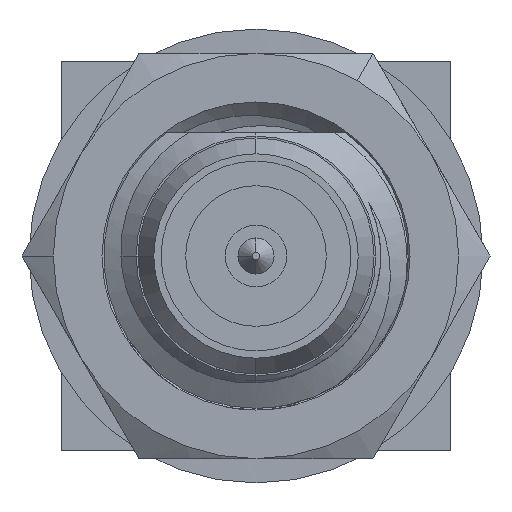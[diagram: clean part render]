
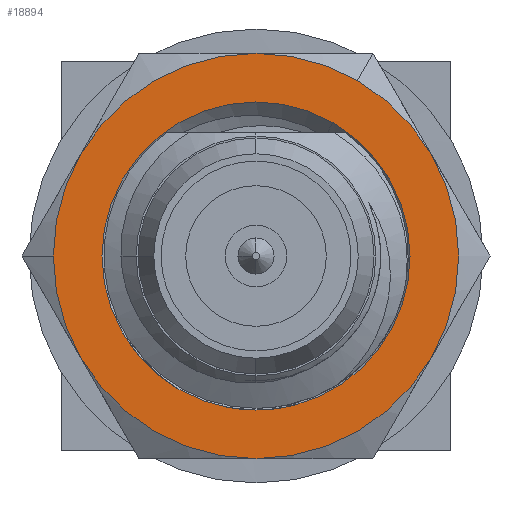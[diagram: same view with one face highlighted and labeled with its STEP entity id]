
A CAD part, left-side view. The second image highlights one B-rep face of the part: STEP entity #18894.
In plain terms, the highlighted planar face has unit normal (-1, 0, 0).
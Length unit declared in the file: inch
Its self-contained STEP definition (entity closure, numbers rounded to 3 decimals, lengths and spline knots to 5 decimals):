
#383 = VERTEX_POINT ( 'NONE', #2421 ) ;
#548 = DIRECTION ( 'NONE',  ( 1., 0., 0. ) ) ;
#610 = DIRECTION ( 'NONE',  ( 1., 0., 0. ) ) ;
#741 = CARTESIAN_POINT ( 'NONE',  ( 0.285, 0., 0. ) ) ;
#799 = VERTEX_POINT ( 'NONE', #17097 ) ;
#883 = DIRECTION ( 'NONE',  ( 0., 1., 0. ) ) ;
#1110 = CARTESIAN_POINT ( 'NONE',  ( 0.285, -0.07217, -0.125 ) ) ;
#1224 = ORIENTED_EDGE ( 'NONE', *, *, #13350, .T. ) ;
#1422 = ORIENTED_EDGE ( 'NONE', *, *, #16435, .F. ) ;
#1627 = EDGE_CURVE ( 'NONE', #383, #799, #8807, .T. ) ;
#1933 = DIRECTION ( 'NONE',  ( -1., 0., 0. ) ) ;
#1975 = ORIENTED_EDGE ( 'NONE', *, *, #5243, .F. ) ;
#2052 = VERTEX_POINT ( 'NONE', #13081 ) ;
#2072 = DIRECTION ( 'NONE',  ( 0., -1., 0. ) ) ;
#2115 = CARTESIAN_POINT ( 'NONE',  ( 0.285, 0., 0. ) ) ;
#2381 = CARTESIAN_POINT ( 'NONE',  ( 0.285, 0., 0. ) ) ;
#2421 = CARTESIAN_POINT ( 'NONE',  ( 0.285, -0.02459, -0.09176 ) ) ;
#2445 = VERTEX_POINT ( 'NONE', #17129 ) ;
#2530 = DIRECTION ( 'NONE',  ( 0., 1., 0. ) ) ;
#2610 = CIRCLE ( 'NONE', #6928, 0.125 ) ;
#2792 = DIRECTION ( 'NONE',  ( -1., 0., 0. ) ) ;
#2913 = CIRCLE ( 'NONE', #4256, 0.095 ) ;
#3541 = AXIS2_PLACEMENT_3D ( 'NONE', #11506, #1933, #6714 ) ;
#3906 = DIRECTION ( 'NONE',  ( 1., 0., 0. ) ) ;
#4151 = DIRECTION ( 'NONE',  ( 1., 0., 0. ) ) ;
#4256 = AXIS2_PLACEMENT_3D ( 'NONE', #741, #19282, #17716 ) ;
#4323 = ORIENTED_EDGE ( 'NONE', *, *, #15913, .T. ) ;
#5052 = VERTEX_POINT ( 'NONE', #15234 ) ;
#5152 = CARTESIAN_POINT ( 'NONE',  ( 0.285, 0., 0. ) ) ;
#5243 = EDGE_CURVE ( 'NONE', #2445, #15063, #13496, .T. ) ;
#5663 = EDGE_CURVE ( 'NONE', #18172, #17137, #6245, .T. ) ;
#5682 = EDGE_CURVE ( 'NONE', #2445, #5052, #8874, .T. ) ;
#5986 = DIRECTION ( 'NONE',  ( -1., 0., 0. ) ) ;
#6099 = PLANE ( 'NONE',  #8265 ) ;
#6245 = CIRCLE ( 'NONE', #3541, 0.125 ) ;
#6494 = AXIS2_PLACEMENT_3D ( 'NONE', #6558, #10944, #11139 ) ;
#6552 = AXIS2_PLACEMENT_3D ( 'NONE', #16796, #13563, #2530 ) ;
#6558 = CARTESIAN_POINT ( 'NONE',  ( 0.285, 0., 0. ) ) ;
#6714 = DIRECTION ( 'NONE',  ( 0., 1., 0. ) ) ;
#6804 = CARTESIAN_POINT ( 'NONE',  ( 0.285, 0., -0.125 ) ) ;
#6874 = EDGE_LOOP ( 'NONE', ( #15144, #14037, #1422, #1975, #11562, #19711, #16735, #13728 ) ) ;
#6928 = AXIS2_PLACEMENT_3D ( 'NONE', #8592, #16709, #13580 ) ;
#6965 = DIRECTION ( 'NONE',  ( 0., 1., 0. ) ) ;
#6966 = DIRECTION ( 'NONE',  ( 1., 0., 0. ) ) ;
#7220 = AXIS2_PLACEMENT_3D ( 'NONE', #18217, #2792, #15395 ) ;
#7456 = ORIENTED_EDGE ( 'NONE', *, *, #1627, .T. ) ;
#7892 = EDGE_CURVE ( 'NONE', #10054, #13816, #11184, .T. ) ;
#7895 = CIRCLE ( 'NONE', #12548, 0.125 ) ;
#8151 = CARTESIAN_POINT ( 'NONE',  ( 0.285, -0.0625, 0.10825 ) ) ;
#8265 = AXIS2_PLACEMENT_3D ( 'NONE', #1110, #10788, #13910 ) ;
#8527 = CARTESIAN_POINT ( 'NONE',  ( 0.285, 0., 0. ) ) ;
#8591 = CARTESIAN_POINT ( 'NONE',  ( 0.285, -0.10825, -0.0625 ) ) ;
#8592 = CARTESIAN_POINT ( 'NONE',  ( 0.285, 0., 0. ) ) ;
#8695 = CARTESIAN_POINT ( 'NONE',  ( 0.285, 0., 0. ) ) ;
#8807 = CIRCLE ( 'NONE', #9476, 0.095 ) ;
#8874 = CIRCLE ( 'NONE', #15847, 0.125 ) ;
#9227 = AXIS2_PLACEMENT_3D ( 'NONE', #2115, #548, #16482 ) ;
#9476 = AXIS2_PLACEMENT_3D ( 'NONE', #18416, #4151, #11208 ) ;
#10054 = VERTEX_POINT ( 'NONE', #14209 ) ;
#10256 = DIRECTION ( 'NONE',  ( 0., -1., 0. ) ) ;
#10405 = VERTEX_POINT ( 'NONE', #8591 ) ;
#10788 = DIRECTION ( 'NONE',  ( -1., 0., 0. ) ) ;
#10936 = VERTEX_POINT ( 'NONE', #16139 ) ;
#10944 = DIRECTION ( 'NONE',  ( 1., 0., 0. ) ) ;
#11139 = DIRECTION ( 'NONE',  ( 0., 1., 0. ) ) ;
#11184 = CIRCLE ( 'NONE', #14513, 0.095 ) ;
#11208 = DIRECTION ( 'NONE',  ( 0., 0., -1. ) ) ;
#11506 = CARTESIAN_POINT ( 'NONE',  ( 0.285, 0., 0. ) ) ;
#11562 = ORIENTED_EDGE ( 'NONE', *, *, #5682, .T. ) ;
#12548 = AXIS2_PLACEMENT_3D ( 'NONE', #15462, #5986, #883 ) ;
#12869 = AXIS2_PLACEMENT_3D ( 'NONE', #8527, #6966, #2072 ) ;
#13017 = ORIENTED_EDGE ( 'NONE', *, *, #15266, .T. ) ;
#13069 = DIRECTION ( 'NONE',  ( -1., 0., 0. ) ) ;
#13081 = CARTESIAN_POINT ( 'NONE',  ( 0.285, 0.0475, -0.08227 ) ) ;
#13116 = CIRCLE ( 'NONE', #20399, 0.125 ) ;
#13350 = EDGE_CURVE ( 'NONE', #13816, #383, #13534, .T. ) ;
#13492 = EDGE_CURVE ( 'NONE', #10405, #10936, #19194, .T. ) ;
#13496 = CIRCLE ( 'NONE', #6494, 0.125 ) ;
#13534 = CIRCLE ( 'NONE', #12869, 0.095 ) ;
#13563 = DIRECTION ( 'NONE',  ( -1., 0., 0. ) ) ;
#13567 = CARTESIAN_POINT ( 'NONE',  ( 0.285, 0.10825, -0.0625 ) ) ;
#13580 = DIRECTION ( 'NONE',  ( 0., 1., 0. ) ) ;
#13728 = ORIENTED_EDGE ( 'NONE', *, *, #5663, .T. ) ;
#13816 = VERTEX_POINT ( 'NONE', #19991 ) ;
#13910 = DIRECTION ( 'NONE',  ( 0., 0., 1. ) ) ;
#14037 = ORIENTED_EDGE ( 'NONE', *, *, #13492, .T. ) ;
#14209 = CARTESIAN_POINT ( 'NONE',  ( 0.285, -0.0475, 0.08227 ) ) ;
#14513 = AXIS2_PLACEMENT_3D ( 'NONE', #8695, #3906, #10256 ) ;
#14621 = EDGE_CURVE ( 'NONE', #19316, #18172, #7895, .T. ) ;
#15063 = VERTEX_POINT ( 'NONE', #8151 ) ;
#15144 = ORIENTED_EDGE ( 'NONE', *, *, #15526, .T. ) ;
#15234 = CARTESIAN_POINT ( 'NONE',  ( 0.285, 0.10825, 0.0625 ) ) ;
#15266 = EDGE_CURVE ( 'NONE', #2052, #10054, #18214, .T. ) ;
#15395 = DIRECTION ( 'NONE',  ( 0., 1., 0. ) ) ;
#15462 = CARTESIAN_POINT ( 'NONE',  ( 0.285, 0., 0. ) ) ;
#15526 = EDGE_CURVE ( 'NONE', #17137, #10405, #16887, .T. ) ;
#15847 = AXIS2_PLACEMENT_3D ( 'NONE', #5152, #13069, #17864 ) ;
#15913 = EDGE_CURVE ( 'NONE', #799, #2052, #2913, .T. ) ;
#16139 = CARTESIAN_POINT ( 'NONE',  ( 0.285, -0.10825, 0.0625 ) ) ;
#16188 = CARTESIAN_POINT ( 'NONE',  ( 0.285, 0.125, 0. ) ) ;
#16435 = EDGE_CURVE ( 'NONE', #15063, #10936, #13116, .T. ) ;
#16482 = DIRECTION ( 'NONE',  ( 0., -1., 0. ) ) ;
#16709 = DIRECTION ( 'NONE',  ( -1., 0., 0. ) ) ;
#16735 = ORIENTED_EDGE ( 'NONE', *, *, #14621, .T. ) ;
#16796 = CARTESIAN_POINT ( 'NONE',  ( 0.285, 0., 0. ) ) ;
#16887 = CIRCLE ( 'NONE', #6552, 0.125 ) ;
#16894 = ORIENTED_EDGE ( 'NONE', *, *, #7892, .T. ) ;
#16943 = FACE_OUTER_BOUND ( 'NONE', #6874, .T. ) ;
#17097 = CARTESIAN_POINT ( 'NONE',  ( 0.285, 0., -0.095 ) ) ;
#17129 = CARTESIAN_POINT ( 'NONE',  ( 0.285, 0., 0.125 ) ) ;
#17137 = VERTEX_POINT ( 'NONE', #6804 ) ;
#17596 = EDGE_LOOP ( 'NONE', ( #13017, #16894, #1224, #7456, #4323 ) ) ;
#17716 = DIRECTION ( 'NONE',  ( 0., 0., -1. ) ) ;
#17864 = DIRECTION ( 'NONE',  ( 0., 1., 0. ) ) ;
#18172 = VERTEX_POINT ( 'NONE', #13567 ) ;
#18214 = CIRCLE ( 'NONE', #9227, 0.095 ) ;
#18217 = CARTESIAN_POINT ( 'NONE',  ( 0.285, 0., 0. ) ) ;
#18416 = CARTESIAN_POINT ( 'NONE',  ( 0.285, 0., 0. ) ) ;
#18703 = FACE_BOUND ( 'NONE', #17596, .T. ) ;
#18894 = ADVANCED_FACE ( 'NONE', ( #16943, #18703 ), #6099, .T. ) ;
#19194 = CIRCLE ( 'NONE', #7220, 0.125 ) ;
#19282 = DIRECTION ( 'NONE',  ( 1., 0., 0. ) ) ;
#19316 = VERTEX_POINT ( 'NONE', #16188 ) ;
#19470 = EDGE_CURVE ( 'NONE', #5052, #19316, #2610, .T. ) ;
#19711 = ORIENTED_EDGE ( 'NONE', *, *, #19470, .T. ) ;
#19991 = CARTESIAN_POINT ( 'NONE',  ( 0.285, -0.095, 0. ) ) ;
#20399 = AXIS2_PLACEMENT_3D ( 'NONE', #2381, #610, #6965 ) ;
